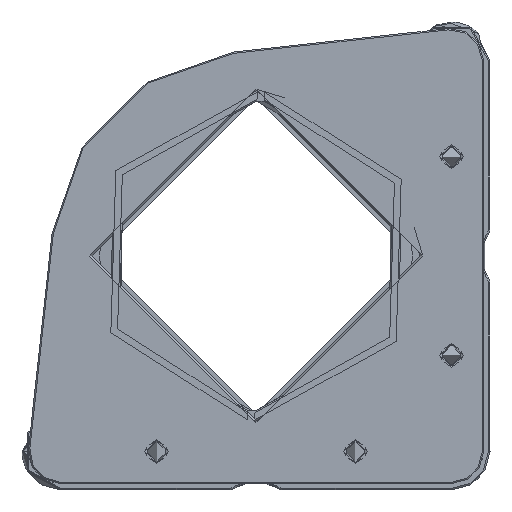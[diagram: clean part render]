
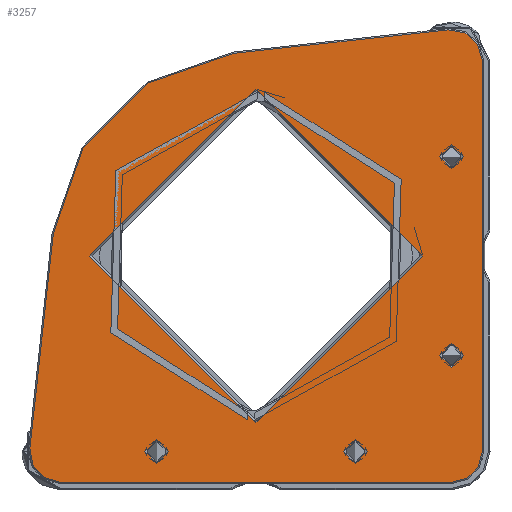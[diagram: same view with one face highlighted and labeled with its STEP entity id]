
A CAD part, left-side view. The second image highlights one B-rep face of the part: STEP entity #3257.
In plain terms, the highlighted planar face has unit normal (1, 0, 0).
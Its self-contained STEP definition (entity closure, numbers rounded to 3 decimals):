
#10 = AXIS2_PLACEMENT_3D ( 'NONE', #828, #16608, #5826 ) ;
#209 = EDGE_CURVE ( 'NONE', #2320, #2320, #5659, .T. ) ;
#268 = EDGE_LOOP ( 'NONE', ( #15330 ) ) ;
#753 = AXIS2_PLACEMENT_3D ( 'NONE', #10348, #15265, #1158 ) ;
#769 = CARTESIAN_POINT ( 'NONE',  ( -13.976, 33.954, 22.022 ) ) ;
#828 = CARTESIAN_POINT ( 'NONE',  ( -13.976, -31.817, 67.5 ) ) ;
#858 = CARTESIAN_POINT ( 'NONE',  ( -13.976, 14.183, 23.35 ) ) ;
#1158 = DIRECTION ( 'NONE',  ( 0., 1., 0. ) ) ;
#1509 = VECTOR ( 'NONE', #4319, 1000. ) ;
#1709 = CIRCLE ( 'NONE', #7025, 26.025 ) ;
#1754 = AXIS2_PLACEMENT_3D ( 'NONE', #18549, #11008, #14153 ) ;
#1816 = DIRECTION ( 'NONE',  ( 1., 0., 0. ) ) ;
#2029 = DIRECTION ( 'NONE',  ( 0., 0., 1. ) ) ;
#2047 = ORIENTED_EDGE ( 'NONE', *, *, #20412, .T. ) ;
#2320 = VERTEX_POINT ( 'NONE', #858 ) ;
#2561 = CARTESIAN_POINT ( 'NONE',  ( -13.976, 2.143, 83.611 ) ) ;
#2602 = DIRECTION ( 'NONE',  ( 1., 0., 0. ) ) ;
#2700 = CARTESIAN_POINT ( 'NONE',  ( -13.976, -31.817, 69.35 ) ) ;
#2774 = CARTESIAN_POINT ( 'NONE',  ( -13.976, 30.294, 55.46 ) ) ;
#2932 = DIRECTION ( 'NONE',  ( 0., -0.109, 0.994 ) ) ;
#3023 = CARTESIAN_POINT ( 'NONE',  ( -13.976, -36.617, 21.5 ) ) ;
#3244 = CARTESIAN_POINT ( 'NONE',  ( -13.976, -31.817, 82.5 ) ) ;
#3257 = ADVANCED_FACE ( 'NONE', ( #13763, #12098, #18486, #19747, #10530, #3953 ), #5421, .F. ) ;
#3796 = VERTEX_POINT ( 'NONE', #2774 ) ;
#3953 = FACE_OUTER_BOUND ( 'NONE', #12142, .T. ) ;
#4159 = DIRECTION ( 'NONE',  ( 0., 0., 1. ) ) ;
#4268 = CARTESIAN_POINT ( 'NONE',  ( -13.976, -27.342, 52. ) ) ;
#4279 = AXIS2_PLACEMENT_3D ( 'NONE', #13602, #11936, #2029 ) ;
#4319 = DIRECTION ( 'NONE',  ( 0., 0., -1. ) ) ;
#4406 = EDGE_CURVE ( 'NONE', #10009, #7317, #13608, .T. ) ;
#4798 = EDGE_LOOP ( 'NONE', ( #15251 ) ) ;
#4813 = LINE ( 'NONE', #6369, #7322 ) ;
#5030 = EDGE_CURVE ( 'NONE', #6405, #7443, #10577, .T. ) ;
#5254 = ORIENTED_EDGE ( 'NONE', *, *, #19103, .T. ) ;
#5421 = PLANE ( 'NONE',  #14533 ) ;
#5659 = CIRCLE ( 'NONE', #17350, 1.85 ) ;
#5826 = DIRECTION ( 'NONE',  ( 0., 0., 1. ) ) ;
#6214 = CARTESIAN_POINT ( 'NONE',  ( -13.976, 2.143, 83.611 ) ) ;
#6245 = ORIENTED_EDGE ( 'NONE', *, *, #209, .F. ) ;
#6369 = CARTESIAN_POINT ( 'NONE',  ( -13.976, 33.954, 22.022 ) ) ;
#6405 = VERTEX_POINT ( 'NONE', #14713 ) ;
#6573 = VECTOR ( 'NONE', #14528, 1000. ) ;
#7025 = AXIS2_PLACEMENT_3D ( 'NONE', #13360, #2602, #13562 ) ;
#7283 = VERTEX_POINT ( 'NONE', #18594 ) ;
#7317 = VERTEX_POINT ( 'NONE', #14664 ) ;
#7322 = VECTOR ( 'NONE', #2932, 1000. ) ;
#7443 = VERTEX_POINT ( 'NONE', #769 ) ;
#7679 = CARTESIAN_POINT ( 'NONE',  ( -13.976, -31.295, 87.271 ) ) ;
#7682 = DIRECTION ( 'NONE',  ( 0., 1., 0. ) ) ;
#7846 = VERTEX_POINT ( 'NONE', #12542 ) ;
#8001 = EDGE_LOOP ( 'NONE', ( #6245 ) ) ;
#8221 = EDGE_CURVE ( 'NONE', #7846, #7846, #14309, .T. ) ;
#8421 = CIRCLE ( 'NONE', #13089, 31.8 ) ;
#9425 = DIRECTION ( 'NONE',  ( 1., 0., 0. ) ) ;
#9720 = LINE ( 'NONE', #11282, #6573 ) ;
#10009 = VERTEX_POINT ( 'NONE', #7679 ) ;
#10112 = ORIENTED_EDGE ( 'NONE', *, *, #14120, .T. ) ;
#10303 = ORIENTED_EDGE ( 'NONE', *, *, #10439, .T. ) ;
#10348 = CARTESIAN_POINT ( 'NONE',  ( -13.976, -31.817, 21.5 ) ) ;
#10431 = VERTEX_POINT ( 'NONE', #2700 ) ;
#10439 = EDGE_CURVE ( 'NONE', #7443, #3796, #4813, .T. ) ;
#10530 = FACE_BOUND ( 'NONE', #8001, .T. ) ;
#10577 = CIRCLE ( 'NONE', #18271, 4.8 ) ;
#10794 = ORIENTED_EDGE ( 'NONE', *, *, #16923, .F. ) ;
#10861 = EDGE_CURVE ( 'NONE', #19663, #10009, #12165, .T. ) ;
#10926 = VERTEX_POINT ( 'NONE', #16454 ) ;
#11008 = DIRECTION ( 'NONE',  ( 1., 0., 0. ) ) ;
#11282 = CARTESIAN_POINT ( 'NONE',  ( -13.976, 34.183, 16.7 ) ) ;
#11387 = VECTOR ( 'NONE', #18763, 1000. ) ;
#11890 = CARTESIAN_POINT ( 'NONE',  ( -13.976, -1.317, 52. ) ) ;
#11936 = DIRECTION ( 'NONE',  ( 1., 0., 0. ) ) ;
#12098 = FACE_BOUND ( 'NONE', #268, .T. ) ;
#12142 = EDGE_LOOP ( 'NONE', ( #5254, #17511, #16747, #10303, #10112, #15777, #16993, #2047 ) ) ;
#12165 = LINE ( 'NONE', #2561, #11387 ) ;
#12459 = EDGE_CURVE ( 'NONE', #10926, #6405, #9720, .T. ) ;
#12542 = CARTESIAN_POINT ( 'NONE',  ( -13.976, -31.817, 38.35 ) ) ;
#13079 = DIRECTION ( 'NONE',  ( 0., 0., -1. ) ) ;
#13089 = AXIS2_PLACEMENT_3D ( 'NONE', #13280, #1816, #13079 ) ;
#13280 = CARTESIAN_POINT ( 'NONE',  ( -13.976, -1.317, 52. ) ) ;
#13360 = CARTESIAN_POINT ( 'NONE',  ( -13.976, -1.317, 52. ) ) ;
#13562 = DIRECTION ( 'NONE',  ( 0., -1., 0. ) ) ;
#13602 = CARTESIAN_POINT ( 'NONE',  ( -13.976, -31.817, 36.5 ) ) ;
#13608 = CIRCLE ( 'NONE', #16962, 4.8 ) ;
#13763 = FACE_BOUND ( 'NONE', #15676, .T. ) ;
#14120 = EDGE_CURVE ( 'NONE', #3796, #19663, #8421, .T. ) ;
#14153 = DIRECTION ( 'NONE',  ( 0., 0., 1. ) ) ;
#14309 = CIRCLE ( 'NONE', #4279, 1.85 ) ;
#14322 = DIRECTION ( 'NONE',  ( 1., 0., 0. ) ) ;
#14528 = DIRECTION ( 'NONE',  ( 0., 1., 0. ) ) ;
#14533 = AXIS2_PLACEMENT_3D ( 'NONE', #11890, #18378, #4159 ) ;
#14664 = CARTESIAN_POINT ( 'NONE',  ( -13.976, -36.617, 82.5 ) ) ;
#14713 = CARTESIAN_POINT ( 'NONE',  ( -13.976, 29.183, 16.7 ) ) ;
#15251 = ORIENTED_EDGE ( 'NONE', *, *, #8221, .F. ) ;
#15265 = DIRECTION ( 'NONE',  ( 1., 0., 0. ) ) ;
#15330 = ORIENTED_EDGE ( 'NONE', *, *, #15386, .F. ) ;
#15386 = EDGE_CURVE ( 'NONE', #10431, #10431, #20031, .T. ) ;
#15437 = EDGE_LOOP ( 'NONE', ( #16344 ) ) ;
#15676 = EDGE_LOOP ( 'NONE', ( #10794 ) ) ;
#15777 = ORIENTED_EDGE ( 'NONE', *, *, #10861, .T. ) ;
#16344 = ORIENTED_EDGE ( 'NONE', *, *, #18635, .F. ) ;
#16454 = CARTESIAN_POINT ( 'NONE',  ( -13.976, -31.817, 16.7 ) ) ;
#16608 = DIRECTION ( 'NONE',  ( 1., 0., 0. ) ) ;
#16747 = ORIENTED_EDGE ( 'NONE', *, *, #5030, .T. ) ;
#16923 = EDGE_CURVE ( 'NONE', #18698, #18698, #1709, .T. ) ;
#16953 = VERTEX_POINT ( 'NONE', #3023 ) ;
#16962 = AXIS2_PLACEMENT_3D ( 'NONE', #3244, #14322, #17458 ) ;
#16993 = ORIENTED_EDGE ( 'NONE', *, *, #4406, .T. ) ;
#17295 = DIRECTION ( 'NONE',  ( 1., 0., 0. ) ) ;
#17350 = AXIS2_PLACEMENT_3D ( 'NONE', #19245, #9425, #19147 ) ;
#17458 = DIRECTION ( 'NONE',  ( 0., 0., -1. ) ) ;
#17511 = ORIENTED_EDGE ( 'NONE', *, *, #12459, .T. ) ;
#17775 = CIRCLE ( 'NONE', #753, 4.8 ) ;
#18104 = CIRCLE ( 'NONE', #1754, 1.85 ) ;
#18271 = AXIS2_PLACEMENT_3D ( 'NONE', #20233, #17295, #7682 ) ;
#18378 = DIRECTION ( 'NONE',  ( -1., 0., 0. ) ) ;
#18486 = FACE_BOUND ( 'NONE', #4798, .T. ) ;
#18549 = CARTESIAN_POINT ( 'NONE',  ( -13.976, -16.817, 21.5 ) ) ;
#18594 = CARTESIAN_POINT ( 'NONE',  ( -13.976, -16.817, 23.35 ) ) ;
#18635 = EDGE_CURVE ( 'NONE', #7283, #7283, #18104, .T. ) ;
#18644 = CARTESIAN_POINT ( 'NONE',  ( -13.976, -36.617, 16.5 ) ) ;
#18698 = VERTEX_POINT ( 'NONE', #4268 ) ;
#18763 = DIRECTION ( 'NONE',  ( 0., -0.994, 0.109 ) ) ;
#19103 = EDGE_CURVE ( 'NONE', #16953, #10926, #17775, .T. ) ;
#19147 = DIRECTION ( 'NONE',  ( 0., 0., 1. ) ) ;
#19245 = CARTESIAN_POINT ( 'NONE',  ( -13.976, 14.183, 21.5 ) ) ;
#19663 = VERTEX_POINT ( 'NONE', #6214 ) ;
#19747 = FACE_BOUND ( 'NONE', #15437, .T. ) ;
#20031 = CIRCLE ( 'NONE', #10, 1.85 ) ;
#20233 = CARTESIAN_POINT ( 'NONE',  ( -13.976, 29.183, 21.5 ) ) ;
#20412 = EDGE_CURVE ( 'NONE', #7317, #16953, #20420, .T. ) ;
#20420 = LINE ( 'NONE', #18644, #1509 ) ;
